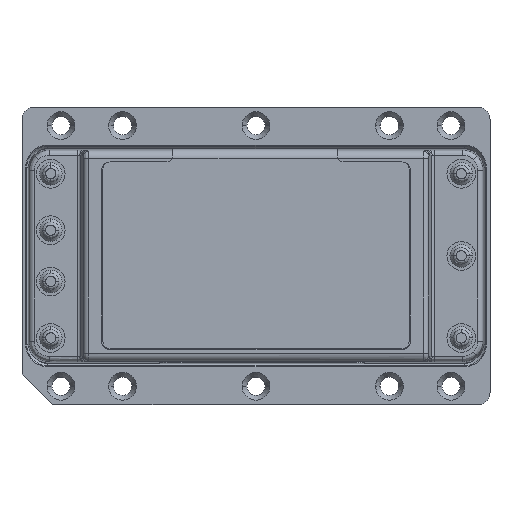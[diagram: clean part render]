
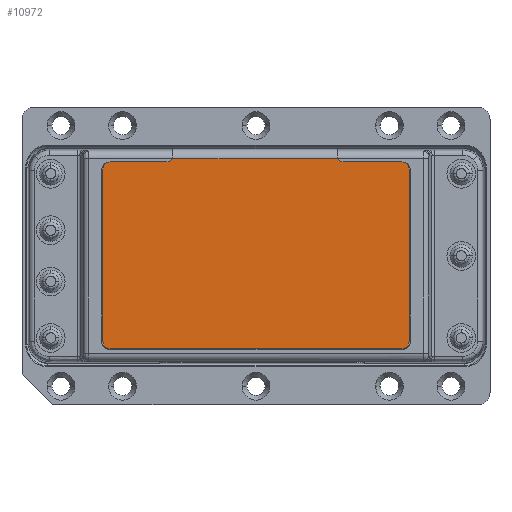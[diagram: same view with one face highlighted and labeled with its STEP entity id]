
A CAD part, top view. The second image highlights one B-rep face of the part: STEP entity #10972.
In plain terms, the highlighted planar face has unit normal (0, 0, 1).
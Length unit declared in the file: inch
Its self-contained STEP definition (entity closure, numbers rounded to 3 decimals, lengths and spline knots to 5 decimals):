
#2877 = VERTEX_POINT ( 'NONE', #10037 ) ;
#2879 = VERTEX_POINT ( 'NONE', #10039 ) ;
#2881 = VERTEX_POINT ( 'NONE', #10041 ) ;
#2883 = VERTEX_POINT ( 'NONE', #10043 ) ;
#2884 = VERTEX_POINT ( 'NONE', #10044 ) ;
#2887 = VERTEX_POINT ( 'NONE', #10047 ) ;
#2888 = VERTEX_POINT ( 'NONE', #10048 ) ;
#2891 = VERTEX_POINT ( 'NONE', #10051 ) ;
#3552 = ORIENTED_EDGE ( 'NONE', *, *, #10936, .T. ) ;
#3554 = ORIENTED_EDGE ( 'NONE', *, *, #10937, .T. ) ;
#3555 = ORIENTED_EDGE ( 'NONE', *, *, #10939, .T. ) ;
#3557 = ORIENTED_EDGE ( 'NONE', *, *, #10941, .T. ) ;
#3558 = ORIENTED_EDGE ( 'NONE', *, *, #10943, .T. ) ;
#3559 = ORIENTED_EDGE ( 'NONE', *, *, #10945, .T. ) ;
#3560 = ORIENTED_EDGE ( 'NONE', *, *, #10947, .T. ) ;
#3561 = ORIENTED_EDGE ( 'NONE', *, *, #10927, .T. ) ;
#3562 = ORIENTED_EDGE ( 'NONE', *, *, #10932, .T. ) ;
#3563 = ORIENTED_EDGE ( 'NONE', *, *, #10928, .T. ) ;
#3564 = ORIENTED_EDGE ( 'NONE', *, *, #10926, .F. ) ;
#3565 = ORIENTED_EDGE ( 'NONE', *, *, #10930, .T. ) ;
#5459 = CARTESIAN_POINT ( 'NONE',  ( 0.4295, 0.4292, 0.509 ) ) ;
#5460 = DIRECTION ( 'NONE',  ( 1., 0., 0. ) ) ;
#5461 = CARTESIAN_POINT ( 'NONE',  ( 0.3945, 0.37758, 0.509 ) ) ;
#5462 = DIRECTION ( 'NONE',  ( 0., -1., 0. ) ) ;
#5463 = CARTESIAN_POINT ( 'NONE',  ( 0.4295, 0.37758, 0.509 ) ) ;
#5464 = DIRECTION ( 'NONE',  ( 0., 0., 1. ) ) ;
#5465 = DIRECTION ( 'NONE',  ( -1., 0., 0. ) ) ;
#5468 = CARTESIAN_POINT ( 'NONE',  ( 0.7005, 0.41258, 0.509 ) ) ;
#5469 = DIRECTION ( 'NONE',  ( -1., 0., 0. ) ) ;
#5472 = CARTESIAN_POINT ( 'NONE',  ( 0.7005, 0.44758, 0.509 ) ) ;
#5473 = DIRECTION ( 'NONE',  ( 0., 0., -1. ) ) ;
#5474 = DIRECTION ( 'NONE',  ( 1., 0., 0. ) ) ;
#5481 = CARTESIAN_POINT ( 'NONE',  ( 1.5705, 0.44758, 0.509 ) ) ;
#5482 = DIRECTION ( 'NONE',  ( 0., 0., -1. ) ) ;
#5483 = DIRECTION ( 'NONE',  ( -1., 0., 0. ) ) ;
#5484 = CARTESIAN_POINT ( 'NONE',  ( 1.8505, 0.41258, 0.509 ) ) ;
#5485 = DIRECTION ( 'NONE',  ( -1., 0., 0. ) ) ;
#5488 = CARTESIAN_POINT ( 'NONE',  ( 1.8505, 0.37758, 0.509 ) ) ;
#5489 = DIRECTION ( 'NONE',  ( 0., 0., 1. ) ) ;
#5490 = DIRECTION ( 'NONE',  ( 1., 0., 0. ) ) ;
#5493 = CARTESIAN_POINT ( 'NONE',  ( 1.8855, 0.37758, 0.509 ) ) ;
#5494 = DIRECTION ( 'NONE',  ( 0., 1., 0. ) ) ;
#5497 = CARTESIAN_POINT ( 'NONE',  ( 1.8505, -0.46242, 0.509 ) ) ;
#5498 = DIRECTION ( 'NONE',  ( 0., 0., 1. ) ) ;
#5499 = DIRECTION ( 'NONE',  ( 1., 0., 0. ) ) ;
#5502 = CARTESIAN_POINT ( 'NONE',  ( 1.8505, -0.49742, 0.509 ) ) ;
#5503 = DIRECTION ( 'NONE',  ( 1., 0., 0. ) ) ;
#5506 = CARTESIAN_POINT ( 'NONE',  ( 0.4295, -0.46242, 0.509 ) ) ;
#5507 = DIRECTION ( 'NONE',  ( 0., 0., 1. ) ) ;
#5508 = DIRECTION ( 'NONE',  ( 1., 0., 0. ) ) ;
#5742 = CIRCLE ( 'NONE', #5784, 0.035 ) ;
#5750 = CIRCLE ( 'NONE', #5771, 0.035 ) ;
#5755 = CIRCLE ( 'NONE', #5768, 0.035 ) ;
#5760 = VECTOR ( 'NONE', #5460, 39.37008 ) ;
#5761 = CIRCLE ( 'NONE', #5763, 0.035 ) ;
#5762 = VECTOR ( 'NONE', #5462, 39.37008 ) ;
#5763 = AXIS2_PLACEMENT_3D ( 'NONE', #5463, #5464, #5465 ) ;
#5765 = VECTOR ( 'NONE', #5469, 39.37008 ) ;
#5766 = CIRCLE ( 'NONE', #5775, 0.035 ) ;
#5768 = AXIS2_PLACEMENT_3D ( 'NONE', #5472, #5473, #5474 ) ;
#5769 = CIRCLE ( 'NONE', #5779, 0.035 ) ;
#5771 = AXIS2_PLACEMENT_3D ( 'NONE', #5481, #5482, #5483 ) ;
#5772 = VECTOR ( 'NONE', #5485, 39.37008 ) ;
#5775 = AXIS2_PLACEMENT_3D ( 'NONE', #5488, #5489, #5490 ) ;
#5777 = VECTOR ( 'NONE', #5494, 39.37008 ) ;
#5779 = AXIS2_PLACEMENT_3D ( 'NONE', #5497, #5498, #5499 ) ;
#5781 = VECTOR ( 'NONE', #5503, 39.37008 ) ;
#5784 = AXIS2_PLACEMENT_3D ( 'NONE', #5506, #5507, #5508 ) ;
#5869 = AXIS2_PLACEMENT_3D ( 'NONE', #7000, #7001, #7002 ) ;
#6412 = EDGE_LOOP ( 'NONE', ( #3564, #3562, #3565, #3563, #3561, #3560, #3559, #3558, #3557, #3555, #3554, #3552 ) ) ;
#6999 = PLANE ( 'NONE',  #5869 ) ;
#7000 = CARTESIAN_POINT ( 'NONE',  ( 0.4295, 0.37758, 0.509 ) ) ;
#7001 = DIRECTION ( 'NONE',  ( 0., 0., 1. ) ) ;
#7002 = DIRECTION ( 'NONE',  ( -1., 0., 0. ) ) ;
#8283 = VERTEX_POINT ( 'NONE', #10319 ) ;
#8284 = VERTEX_POINT ( 'NONE', #10321 ) ;
#8288 = VERTEX_POINT ( 'NONE', #10326 ) ;
#8289 = VERTEX_POINT ( 'NONE', #10327 ) ;
#10037 = CARTESIAN_POINT ( 'NONE',  ( 1.8855, 0.37758, 0.509 ) ) ;
#10039 = CARTESIAN_POINT ( 'NONE',  ( 1.8505, 0.41258, 0.509 ) ) ;
#10041 = CARTESIAN_POINT ( 'NONE',  ( 1.5705, 0.41258, 0.509 ) ) ;
#10043 = CARTESIAN_POINT ( 'NONE',  ( 1.54071, 0.4292, 0.509 ) ) ;
#10044 = CARTESIAN_POINT ( 'NONE',  ( 0.73029, 0.4292, 0.509 ) ) ;
#10047 = CARTESIAN_POINT ( 'NONE',  ( 0.7005, 0.41258, 0.509 ) ) ;
#10048 = CARTESIAN_POINT ( 'NONE',  ( 0.4295, 0.41258, 0.509 ) ) ;
#10051 = CARTESIAN_POINT ( 'NONE',  ( 0.3945, 0.37758, 0.509 ) ) ;
#10319 = CARTESIAN_POINT ( 'NONE',  ( 1.8855, -0.46242, 0.509 ) ) ;
#10321 = CARTESIAN_POINT ( 'NONE',  ( 1.8505, -0.49742, 0.509 ) ) ;
#10326 = CARTESIAN_POINT ( 'NONE',  ( 0.4295, -0.49742, 0.509 ) ) ;
#10327 = CARTESIAN_POINT ( 'NONE',  ( 0.3945, -0.46242, 0.509 ) ) ;
#10926 = EDGE_CURVE ( 'NONE', #2884, #2883, #16188, .T. ) ;
#10927 = EDGE_CURVE ( 'NONE', #2891, #8289, #16189, .T. ) ;
#10928 = EDGE_CURVE ( 'NONE', #2888, #2891, #5761, .T. ) ;
#10930 = EDGE_CURVE ( 'NONE', #2887, #2888, #16191, .T. ) ;
#10932 = EDGE_CURVE ( 'NONE', #2884, #2887, #5755, .T. ) ;
#10936 = EDGE_CURVE ( 'NONE', #2881, #2883, #5750, .T. ) ;
#10937 = EDGE_CURVE ( 'NONE', #2879, #2881, #16194, .T. ) ;
#10939 = EDGE_CURVE ( 'NONE', #2877, #2879, #5766, .T. ) ;
#10941 = EDGE_CURVE ( 'NONE', #8283, #2877, #16197, .T. ) ;
#10943 = EDGE_CURVE ( 'NONE', #8284, #8283, #5769, .T. ) ;
#10945 = EDGE_CURVE ( 'NONE', #8288, #8284, #16200, .T. ) ;
#10947 = EDGE_CURVE ( 'NONE', #8289, #8288, #5742, .T. ) ;
#10972 = ADVANCED_FACE ( 'NONE', ( #11331 ), #6999, .T. ) ;
#11331 = FACE_OUTER_BOUND ( 'NONE', #6412, .T. ) ;
#16188 = LINE ( 'NONE', #5459, #5760 ) ;
#16189 = LINE ( 'NONE', #5461, #5762 ) ;
#16191 = LINE ( 'NONE', #5468, #5765 ) ;
#16194 = LINE ( 'NONE', #5484, #5772 ) ;
#16197 = LINE ( 'NONE', #5493, #5777 ) ;
#16200 = LINE ( 'NONE', #5502, #5781 ) ;
